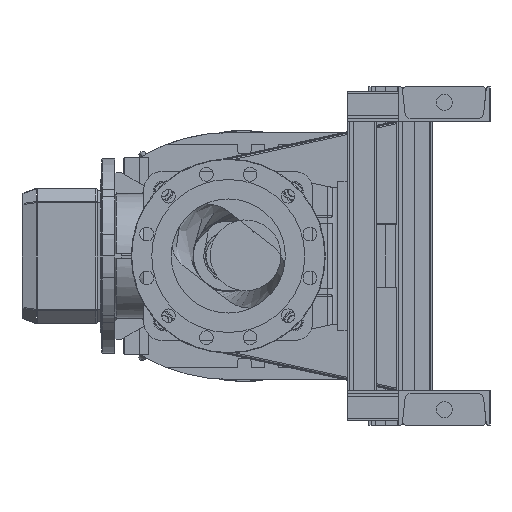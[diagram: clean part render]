
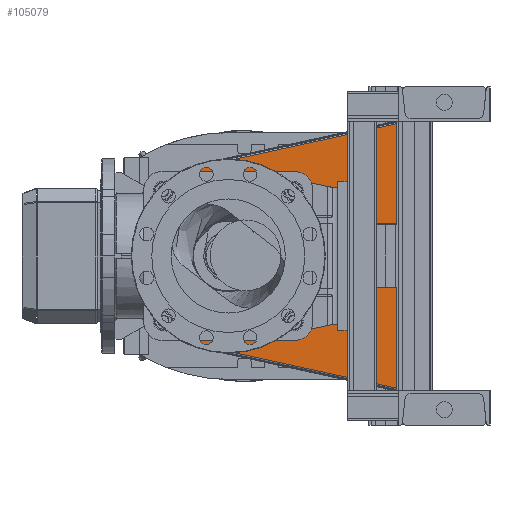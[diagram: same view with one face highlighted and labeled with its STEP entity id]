
A CAD part, left-side view. The second image highlights one B-rep face of the part: STEP entity #105079.
In plain terms, the highlighted planar face has unit normal (-1, 0, 0).
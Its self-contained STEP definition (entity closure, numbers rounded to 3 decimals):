
#960 = LINE ( 'NONE', #30945, #164183 ) ;
#1782 = LINE ( 'NONE', #114337, #53042 ) ;
#3191 = DIRECTION ( 'NONE',  ( 0., 0., -1. ) ) ;
#3224 = ORIENTED_EDGE ( 'NONE', *, *, #201952, .T. ) ;
#3662 = VECTOR ( 'NONE', #52561, 1000. ) ;
#7276 = LINE ( 'NONE', #144798, #179066 ) ;
#7397 = VERTEX_POINT ( 'NONE', #174180 ) ;
#7532 = ORIENTED_EDGE ( 'NONE', *, *, #141886, .F. ) ;
#9762 = LINE ( 'NONE', #72672, #178136 ) ;
#13834 = DIRECTION ( 'NONE',  ( 0., -0.977, -0.213 ) ) ;
#16388 = DIRECTION ( 'NONE',  ( 0., 0.977, -0.214 ) ) ;
#16643 = EDGE_CURVE ( 'NONE', #204389, #193435, #99067, .T. ) ;
#16874 = CARTESIAN_POINT ( 'NONE',  ( 312.921, 663.3, 162.033 ) ) ;
#21759 = EDGE_CURVE ( 'NONE', #164113, #144080, #156733, .T. ) ;
#22717 = ORIENTED_EDGE ( 'NONE', *, *, #124473, .T. ) ;
#27012 = ORIENTED_EDGE ( 'NONE', *, *, #76362, .T. ) ;
#28582 = EDGE_CURVE ( 'NONE', #181910, #180558, #101615, .T. ) ;
#30566 = CARTESIAN_POINT ( 'NONE',  ( 312.921, 619.711, -33.672 ) ) ;
#30945 = CARTESIAN_POINT ( 'NONE',  ( 312.921, 619.711, -33.672 ) ) ;
#32386 = VECTOR ( 'NONE', #60304, 1000. ) ;
#34863 = DIRECTION ( 'NONE',  ( 0., -0.977, -0.213 ) ) ;
#35583 = DIRECTION ( 'NONE',  ( 0., 0.213, -0.977 ) ) ;
#38384 = CARTESIAN_POINT ( 'NONE',  ( 312.921, 662.488, -229.555 ) ) ;
#45452 = ORIENTED_EDGE ( 'NONE', *, *, #28582, .T. ) ;
#46152 = CARTESIAN_POINT ( 'NONE',  ( 312.921, 234.696, -103.593 ) ) ;
#49259 = CIRCLE ( 'NONE', #191190, 200.5 ) ;
#52118 = CARTESIAN_POINT ( 'NONE',  ( 312.921, 234.696, -103.593 ) ) ;
#52561 = DIRECTION ( 'NONE',  ( 0., -0.213, 0.977 ) ) ;
#53042 = VECTOR ( 'NONE', #34863, 1000. ) ;
#60304 = DIRECTION ( 'NONE',  ( 0., 1., 0. ) ) ;
#60313 = ORIENTED_EDGE ( 'NONE', *, *, #122957, .F. ) ;
#60349 = ORIENTED_EDGE ( 'NONE', *, *, #107683, .F. ) ;
#62310 = DIRECTION ( 'NONE',  ( 0., 0.214, 0.977 ) ) ;
#65364 = CARTESIAN_POINT ( 'NONE',  ( 312.921, 663.22, -229.394 ) ) ;
#66935 = CARTESIAN_POINT ( 'NONE',  ( 312.921, 619.711, -33.672 ) ) ;
#67345 = CARTESIAN_POINT ( 'NONE',  ( 312.921, 619.711, -33.672 ) ) ;
#67807 = EDGE_CURVE ( 'NONE', #193435, #181910, #9762, .T. ) ;
#68077 = ORIENTED_EDGE ( 'NONE', *, *, #130867, .F. ) ;
#72672 = CARTESIAN_POINT ( 'NONE',  ( 312.921, 662.328, -228.823 ) ) ;
#73370 = CARTESIAN_POINT ( 'NONE',  ( 312.921, 662.568, 162.194 ) ) ;
#73652 = DIRECTION ( 'NONE',  ( 0., 0., -1. ) ) ;
#73667 = CARTESIAN_POINT ( 'NONE',  ( 312.921, 234.725, 36.407 ) ) ;
#76362 = EDGE_CURVE ( 'NONE', #187491, #182588, #960, .T. ) ;
#78411 = ORIENTED_EDGE ( 'NONE', *, *, #67807, .T. ) ;
#79263 = ORIENTED_EDGE ( 'NONE', *, *, #16643, .T. ) ;
#81738 = CARTESIAN_POINT ( 'NONE',  ( 312.921, 663.14, 161.301 ) ) ;
#83649 = VERTEX_POINT ( 'NONE', #81738 ) ;
#91400 = CARTESIAN_POINT ( 'NONE',  ( 312.921, 619.725, 36.328 ) ) ;
#93530 = PLANE ( 'NONE',  #173143 ) ;
#94797 = EDGE_CURVE ( 'NONE', #7397, #170723, #119239, .T. ) ;
#95989 = CARTESIAN_POINT ( 'NONE',  ( 312.921, 620.443, -33.512 ) ) ;
#99067 = LINE ( 'NONE', #95989, #3662 ) ;
#99791 = VERTEX_POINT ( 'NONE', #91400 ) ;
#101615 = LINE ( 'NONE', #149193, #161561 ) ;
#105079 = ADVANCED_FACE ( 'NONE', ( #157635 ), #93530, .T. ) ;
#107683 = EDGE_CURVE ( 'NONE', #99791, #164113, #163786, .T. ) ;
#111169 = VECTOR ( 'NONE', #73652, 1000. ) ;
#113388 = ORIENTED_EDGE ( 'NONE', *, *, #21759, .F. ) ;
#114283 = CARTESIAN_POINT ( 'NONE',  ( 312.921, 234.651, -322.987 ) ) ;
#114337 = CARTESIAN_POINT ( 'NONE',  ( 312.921, 662.488, -229.555 ) ) ;
#116826 = CARTESIAN_POINT ( 'NONE',  ( 312.921, 662.408, 161.462 ) ) ;
#119239 = LINE ( 'NONE', #153371, #111169 ) ;
#122957 = EDGE_CURVE ( 'NONE', #204389, #142014, #49259, .T. ) ;
#124473 = EDGE_CURVE ( 'NONE', #182588, #83649, #203427, .T. ) ;
#130432 = DIRECTION ( 'NONE',  ( 1., 0., 0. ) ) ;
#130867 = EDGE_CURVE ( 'NONE', #144080, #137314, #7276, .T. ) ;
#131588 = VECTOR ( 'NONE', #179117, 1000. ) ;
#137314 = VERTEX_POINT ( 'NONE', #114283 ) ;
#138382 = CARTESIAN_POINT ( 'NONE',  ( 312.921, 662.408, 161.462 ) ) ;
#140255 = CARTESIAN_POINT ( 'NONE',  ( 312.921, 663.061, -228.663 ) ) ;
#141172 = DIRECTION ( 'NONE',  ( 0., 0., 1. ) ) ;
#141886 = EDGE_CURVE ( 'NONE', #170723, #99791, #167814, .T. ) ;
#142014 = VERTEX_POINT ( 'NONE', #16874 ) ;
#144080 = VERTEX_POINT ( 'NONE', #52118 ) ;
#144318 = DIRECTION ( 'NONE',  ( 0., -1., 0. ) ) ;
#144798 = CARTESIAN_POINT ( 'NONE',  ( 312.921, 234.696, -103.593 ) ) ;
#149193 = CARTESIAN_POINT ( 'NONE',  ( 312.921, 619.711, -33.672 ) ) ;
#149291 = ORIENTED_EDGE ( 'NONE', *, *, #196019, .T. ) ;
#153371 = CARTESIAN_POINT ( 'NONE',  ( 312.921, 234.771, 260.407 ) ) ;
#156293 = CARTESIAN_POINT ( 'NONE',  ( 312.921, 619.696, -103.672 ) ) ;
#156733 = LINE ( 'NONE', #46152, #189638 ) ;
#157635 = FACE_OUTER_BOUND ( 'NONE', #166823, .T. ) ;
#158677 = VECTOR ( 'NONE', #62310, 1000. ) ;
#159886 = CARTESIAN_POINT ( 'NONE',  ( 312.921, 234.725, 36.407 ) ) ;
#161056 = DIRECTION ( 'NONE',  ( -1., 0., 0. ) ) ;
#161561 = VECTOR ( 'NONE', #35583, 1000. ) ;
#163786 = CIRCLE ( 'NONE', #173551, 70. ) ;
#164113 = VERTEX_POINT ( 'NONE', #156293 ) ;
#164183 = VECTOR ( 'NONE', #186995, 1000. ) ;
#164659 = LINE ( 'NONE', #165658, #131588 ) ;
#165658 = CARTESIAN_POINT ( 'NONE',  ( 312.921, 233.809, 256.011 ) ) ;
#166823 = EDGE_LOOP ( 'NONE', ( #60313, #79263, #78411, #45452, #3224, #68077, #113388, #60349, #7532, #183112, #202700, #27012, #22717, #149291 ) ) ;
#167814 = LINE ( 'NONE', #73667, #32386 ) ;
#170723 = VERTEX_POINT ( 'NONE', #159886 ) ;
#171045 = DIRECTION ( 'NONE',  ( -1., 0., 0. ) ) ;
#171873 = LINE ( 'NONE', #203910, #158677 ) ;
#173143 = AXIS2_PLACEMENT_3D ( 'NONE', #30566, #171045, #141172 ) ;
#173551 = AXIS2_PLACEMENT_3D ( 'NONE', #66935, #161056, #178569 ) ;
#174180 = CARTESIAN_POINT ( 'NONE',  ( 312.921, 234.77, 255.801 ) ) ;
#175934 = DIRECTION ( 'NONE',  ( 0., 0., -1. ) ) ;
#178136 = VECTOR ( 'NONE', #13834, 1000. ) ;
#178569 = DIRECTION ( 'NONE',  ( 0., 0., 1. ) ) ;
#179066 = VECTOR ( 'NONE', #3191, 1000. ) ;
#179117 = DIRECTION ( 'NONE',  ( 0., 0.977, -0.214 ) ) ;
#179382 = CARTESIAN_POINT ( 'NONE',  ( 312.921, 662.328, -228.823 ) ) ;
#180558 = VERTEX_POINT ( 'NONE', #38384 ) ;
#181910 = VERTEX_POINT ( 'NONE', #179382 ) ;
#182588 = VERTEX_POINT ( 'NONE', #116826 ) ;
#183112 = ORIENTED_EDGE ( 'NONE', *, *, #94797, .F. ) ;
#184522 = EDGE_CURVE ( 'NONE', #7397, #187491, #164659, .T. ) ;
#186995 = DIRECTION ( 'NONE',  ( 0., -0.214, -0.977 ) ) ;
#187491 = VERTEX_POINT ( 'NONE', #73370 ) ;
#189638 = VECTOR ( 'NONE', #144318, 1000. ) ;
#191190 = AXIS2_PLACEMENT_3D ( 'NONE', #67345, #130432, #175934 ) ;
#193435 = VERTEX_POINT ( 'NONE', #140255 ) ;
#194762 = VECTOR ( 'NONE', #16388, 1000. ) ;
#196019 = EDGE_CURVE ( 'NONE', #83649, #142014, #171873, .T. ) ;
#201952 = EDGE_CURVE ( 'NONE', #180558, #137314, #1782, .T. ) ;
#202700 = ORIENTED_EDGE ( 'NONE', *, *, #184522, .T. ) ;
#203427 = LINE ( 'NONE', #138382, #194762 ) ;
#203910 = CARTESIAN_POINT ( 'NONE',  ( 312.921, 620.443, -33.832 ) ) ;
#204389 = VERTEX_POINT ( 'NONE', #65364 ) ;
